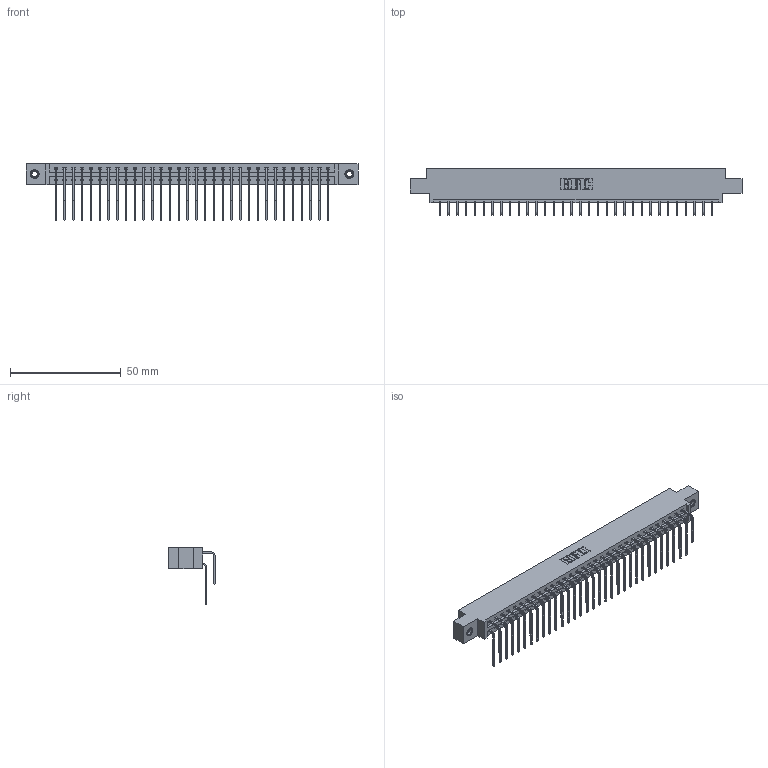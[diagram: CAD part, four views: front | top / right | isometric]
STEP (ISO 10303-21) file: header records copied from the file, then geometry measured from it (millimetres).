
FILE_DESCRIPTION (( 'STEP AP203' ), '1' );
FILE_NAME ('337-064-559-807.STEP', '2019-10-12T00:19:31', ( '' ), ( '' ), 'SwSTEP 2.0', 'SolidWorks 2016', '' );
FILE_SCHEMA (( 'CONFIG_CONTROL_DESIGN' ));
Length unit declared in the file: inch
Products named in the file (5): 345-292-001_559 Tail - 2; 337 Part_0.170 Offset - 0.156 Dia-TI; 345-250-001_345-250-005-103; 345-292-001_558 559 Tail - 1; 337-064-559-807
Assembly tree (67 placements, depth 2):
  337-064-559-807
    337 Part_0.170 Offset - 0.156 Dia-TI
    345-292-001_558 559 Tail - 1  x32
    345-292-001_559 Tail - 2  x32
    345-250-001_345-250-005-103  x2
Bounding box: 149.81 x 20.9 x 25.53 mm (x, y, z)
Volume: 15893.1 mm3; surface area: 19867.7 mm2
Topology: 67 solids, 67 shells, 3762 faces, 11147 edges, 7338 vertices
Faces by surface type: plane 2666, cylinder 1080, cone 12, torus 4
Entity records: 29206 total; most frequent: CARTESIAN_POINT 4956, ORIENTED_EDGE 4834, DIRECTION 4247, EDGE_CURVE 2417, VECTOR 2229, LINE 2229, VERTEX_POINT 1604, AXIS2_PLACEMENT_3D 1009
